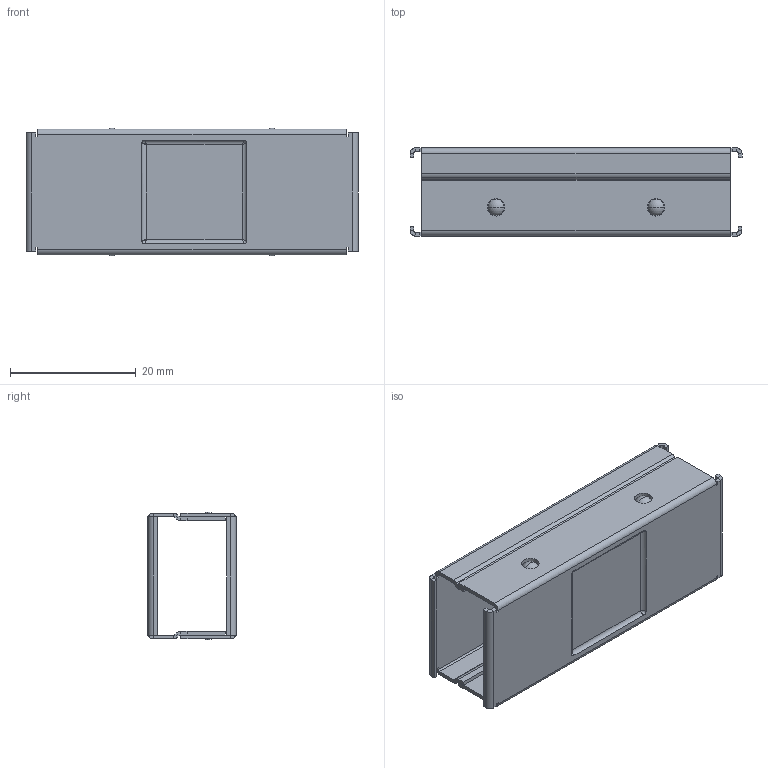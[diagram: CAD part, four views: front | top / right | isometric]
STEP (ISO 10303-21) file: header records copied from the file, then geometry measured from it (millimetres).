
FILE_DESCRIPTION (( 'STEP AP203' ), '1' );
FILE_NAME ('DHS9.STEP', '2014-10-03T12:24:42', ( 'x' ), ( '' ), 'SwSTEP 2.0', 'SolidWorks 2014', '' );
FILE_SCHEMA (( 'CONFIG_CONTROL_DESIGN' ));
Length unit declared in the file: inch
Products named in the file (3): DHS9-MA1; DHS9-MA2; DHS9
Assembly tree (2 placements, depth 2):
  DHS9
    DHS9-MA1
    DHS9-MA2
Bounding box: 52.7 x 14.01 x 20.27 mm (x, y, z)
Volume: 2195.7 mm3; surface area: 7475.8 mm2
Topology: 2 solids, 2 shells, 216 faces, 512 edges, 296 vertices
Faces by surface type: plane 136, cylinder 48, bspline 16, sphere 16
Entity records: 6763 total; most frequent: CARTESIAN_POINT 1717, ORIENTED_EDGE 992, DIRECTION 954, EDGE_CURVE 496, LINE 352, VECTOR 352, AXIS2_PLACEMENT_3D 301, VERTEX_POINT 296
